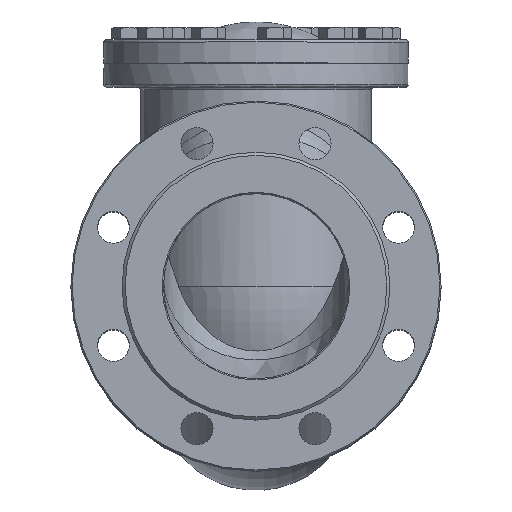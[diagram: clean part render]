
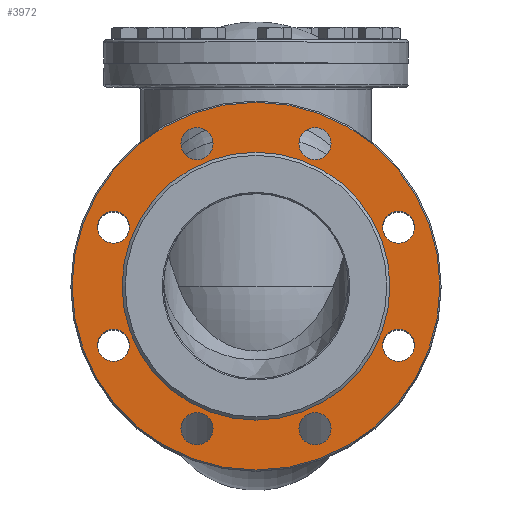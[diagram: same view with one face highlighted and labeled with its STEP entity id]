
A CAD part, top view. The second image highlights one B-rep face of the part: STEP entity #3972.
In plain terms, the highlighted planar face has unit normal (0, 0, 1).
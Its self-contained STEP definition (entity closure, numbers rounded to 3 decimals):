
#160=PLANE('',#4392);
#315=FACE_BOUND('',#759,.T.);
#316=FACE_BOUND('',#760,.T.);
#317=FACE_BOUND('',#761,.T.);
#318=FACE_BOUND('',#762,.T.);
#319=FACE_BOUND('',#763,.T.);
#320=FACE_BOUND('',#764,.T.);
#321=FACE_BOUND('',#765,.T.);
#322=FACE_BOUND('',#766,.T.);
#323=FACE_BOUND('',#767,.T.);
#488=FACE_OUTER_BOUND('',#758,.T.);
#758=EDGE_LOOP('',(#3338));
#759=EDGE_LOOP('',(#3339));
#760=EDGE_LOOP('',(#3340));
#761=EDGE_LOOP('',(#3341));
#762=EDGE_LOOP('',(#3342));
#763=EDGE_LOOP('',(#3343));
#764=EDGE_LOOP('',(#3344));
#765=EDGE_LOOP('',(#3345));
#766=EDGE_LOOP('',(#3346));
#767=EDGE_LOOP('',(#3347));
#1486=CIRCLE('',#4391,149.);
#1487=CIRCLE('',#4393,108.5);
#1488=CIRCLE('',#4394,13.);
#1489=CIRCLE('',#4395,13.);
#1490=CIRCLE('',#4396,13.);
#1491=CIRCLE('',#4397,13.);
#1492=CIRCLE('',#4398,13.);
#1493=CIRCLE('',#4399,13.);
#1494=CIRCLE('',#4400,13.);
#1495=CIRCLE('',#4401,13.);
#1837=VERTEX_POINT('',#9617);
#1838=VERTEX_POINT('',#9621);
#1839=VERTEX_POINT('',#9623);
#1840=VERTEX_POINT('',#9625);
#1841=VERTEX_POINT('',#9627);
#1842=VERTEX_POINT('',#9629);
#1843=VERTEX_POINT('',#9631);
#1844=VERTEX_POINT('',#9633);
#1845=VERTEX_POINT('',#9635);
#1846=VERTEX_POINT('',#9637);
#2348=EDGE_CURVE('',#1837,#1837,#1486,.T.);
#2350=EDGE_CURVE('',#1838,#1838,#1487,.T.);
#2351=EDGE_CURVE('',#1839,#1839,#1488,.T.);
#2352=EDGE_CURVE('',#1840,#1840,#1489,.T.);
#2353=EDGE_CURVE('',#1841,#1841,#1490,.T.);
#2354=EDGE_CURVE('',#1842,#1842,#1491,.T.);
#2355=EDGE_CURVE('',#1843,#1843,#1492,.T.);
#2356=EDGE_CURVE('',#1844,#1844,#1493,.T.);
#2357=EDGE_CURVE('',#1845,#1845,#1494,.T.);
#2358=EDGE_CURVE('',#1846,#1846,#1495,.T.);
#3338=ORIENTED_EDGE('',*,*,#2348,.F.);
#3339=ORIENTED_EDGE('',*,*,#2350,.F.);
#3340=ORIENTED_EDGE('',*,*,#2351,.T.);
#3341=ORIENTED_EDGE('',*,*,#2352,.T.);
#3342=ORIENTED_EDGE('',*,*,#2353,.T.);
#3343=ORIENTED_EDGE('',*,*,#2354,.T.);
#3344=ORIENTED_EDGE('',*,*,#2355,.T.);
#3345=ORIENTED_EDGE('',*,*,#2356,.T.);
#3346=ORIENTED_EDGE('',*,*,#2357,.T.);
#3347=ORIENTED_EDGE('',*,*,#2358,.T.);
#3972=ADVANCED_FACE('',(#488,#315,#316,#317,#318,#319,#320,#321,#322,#323),
#160,.T.);
#4391=AXIS2_PLACEMENT_3D('',#9618,#5271,#5272);
#4392=AXIS2_PLACEMENT_3D('',#9620,#5274,#5275);
#4393=AXIS2_PLACEMENT_3D('',#9622,#5276,#5277);
#4394=AXIS2_PLACEMENT_3D('',#9624,#5278,#5279);
#4395=AXIS2_PLACEMENT_3D('',#9626,#5280,#5281);
#4396=AXIS2_PLACEMENT_3D('',#9628,#5282,#5283);
#4397=AXIS2_PLACEMENT_3D('',#9630,#5284,#5285);
#4398=AXIS2_PLACEMENT_3D('',#9632,#5286,#5287);
#4399=AXIS2_PLACEMENT_3D('',#9634,#5288,#5289);
#4400=AXIS2_PLACEMENT_3D('',#9636,#5290,#5291);
#4401=AXIS2_PLACEMENT_3D('',#9638,#5292,#5293);
#5271=DIRECTION('center_axis',(0.,0.,-1.));
#5272=DIRECTION('ref_axis',(-1.,0.,0.));
#5274=DIRECTION('center_axis',(0.,0.,1.));
#5275=DIRECTION('ref_axis',(1.,0.,0.));
#5276=DIRECTION('center_axis',(0.,0.,1.));
#5277=DIRECTION('ref_axis',(-1.,0.,0.));
#5278=DIRECTION('center_axis',(0.,0.,-1.));
#5279=DIRECTION('ref_axis',(-1.,0.,0.));
#5280=DIRECTION('center_axis',(0.,0.,-1.));
#5281=DIRECTION('ref_axis',(-1.,0.,0.));
#5282=DIRECTION('center_axis',(0.,0.,-1.));
#5283=DIRECTION('ref_axis',(-1.,0.,0.));
#5284=DIRECTION('center_axis',(0.,0.,-1.));
#5285=DIRECTION('ref_axis',(-1.,0.,0.));
#5286=DIRECTION('center_axis',(0.,0.,-1.));
#5287=DIRECTION('ref_axis',(-1.,0.,0.));
#5288=DIRECTION('center_axis',(0.,0.,-1.));
#5289=DIRECTION('ref_axis',(-1.,0.,0.));
#5290=DIRECTION('center_axis',(0.,0.,-1.));
#5291=DIRECTION('ref_axis',(-1.,0.,0.));
#5292=DIRECTION('center_axis',(0.,0.,-1.));
#5293=DIRECTION('ref_axis',(-1.,0.,0.));
#9617=CARTESIAN_POINT('',(149.,0.,29.));
#9618=CARTESIAN_POINT('Origin',(0.,0.,29.));
#9620=CARTESIAN_POINT('Origin',(0.,0.,29.));
#9621=CARTESIAN_POINT('',(108.5,0.,29.));
#9622=CARTESIAN_POINT('Origin',(0.,0.,29.));
#9623=CARTESIAN_POINT('',(128.485,-47.835,29.));
#9624=CARTESIAN_POINT('Origin',(115.485,-47.835,29.));
#9625=CARTESIAN_POINT('',(128.485,47.835,29.));
#9626=CARTESIAN_POINT('Origin',(115.485,47.835,29.));
#9627=CARTESIAN_POINT('',(60.835,115.485,29.));
#9628=CARTESIAN_POINT('Origin',(47.835,115.485,29.));
#9629=CARTESIAN_POINT('',(-34.835,115.485,29.));
#9630=CARTESIAN_POINT('Origin',(-47.835,115.485,29.));
#9631=CARTESIAN_POINT('',(-102.485,47.835,29.));
#9632=CARTESIAN_POINT('Origin',(-115.485,47.835,29.));
#9633=CARTESIAN_POINT('',(-102.485,-47.835,29.));
#9634=CARTESIAN_POINT('Origin',(-115.485,-47.835,29.));
#9635=CARTESIAN_POINT('',(-34.835,-115.485,29.));
#9636=CARTESIAN_POINT('Origin',(-47.835,-115.485,29.));
#9637=CARTESIAN_POINT('',(60.835,-115.485,29.));
#9638=CARTESIAN_POINT('Origin',(47.835,-115.485,29.));
